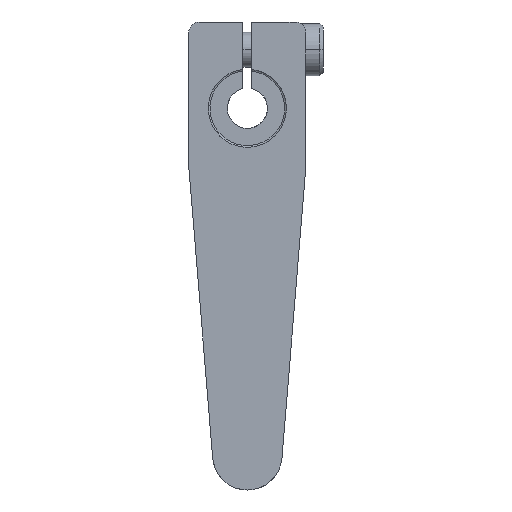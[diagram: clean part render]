
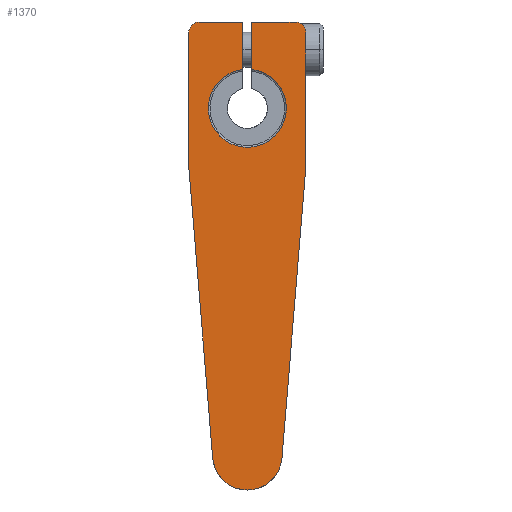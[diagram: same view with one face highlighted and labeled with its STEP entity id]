
A CAD part, front view. The second image highlights one B-rep face of the part: STEP entity #1370.
In plain terms, the highlighted planar face has unit normal (0, -1, 0).
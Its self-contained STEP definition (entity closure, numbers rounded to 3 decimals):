
#114=DIRECTION('',(0.,0.,-1.));
#115=VECTOR('',#114,21.861);
#116=CARTESIAN_POINT('',(2.,0.,39.75));
#117=LINE('',#116,#115);
#122=DIRECTION('',(1.,0.,0.));
#123=VECTOR('',#122,20.);
#124=CARTESIAN_POINT('',(2.,0.,39.75));
#125=LINE('',#124,#123);
#129=CARTESIAN_POINT('',(22.,0.,34.75));
#130=DIRECTION('',(0.,-1.,0.));
#131=DIRECTION('',(1.,0.,0.));
#132=AXIS2_PLACEMENT_3D('',#129,#130,#131);
#137=DIRECTION('',(0.,0.,-1.));
#138=VECTOR('',#137,61.75);
#139=CARTESIAN_POINT('',(27.,0.,34.75));
#140=LINE('',#139,#138);
#144=DIRECTION('',(-0.082,0.,-0.997));
#145=VECTOR('',#144,134.712);
#146=CARTESIAN_POINT('',(27.,0.,-27.));
#147=LINE('',#146,#145);
#151=CARTESIAN_POINT('',(0.,0.,-159.946));
#152=DIRECTION('',(0.,1.,0.));
#153=DIRECTION('',(0.997,0.,-0.082));
#154=AXIS2_PLACEMENT_3D('',#151,#152,#153);
#159=DIRECTION('',(-0.082,0.,0.997));
#160=VECTOR('',#159,134.712);
#161=CARTESIAN_POINT('',(-15.951,0.,-161.258));
#162=LINE('',#161,#160);
#166=DIRECTION('',(0.,0.,1.));
#167=VECTOR('',#166,61.75);
#168=CARTESIAN_POINT('',(-27.,0.,-27.));
#169=LINE('',#168,#167);
#173=CARTESIAN_POINT('',(-22.,0.,34.75));
#174=DIRECTION('',(0.,-1.,0.));
#175=DIRECTION('',(0.,0.,1.));
#176=AXIS2_PLACEMENT_3D('',#173,#174,#175);
#181=DIRECTION('',(1.,0.,0.));
#182=VECTOR('',#181,20.);
#183=CARTESIAN_POINT('',(-22.,0.,39.75));
#184=LINE('',#183,#182);
#188=DIRECTION('',(0.,0.,-1.));
#189=VECTOR('',#188,21.861);
#190=CARTESIAN_POINT('',(-2.,0.,39.75));
#191=LINE('',#190,#189);
#669=CARTESIAN_POINT('',(0.,0.,0.));
#670=DIRECTION('',(0.,1.,0.));
#671=DIRECTION('',(0.111,0.,0.994));
#672=AXIS2_PLACEMENT_3D('',#669,#670,#671);
#1175=CARTESIAN_POINT('',(27.,0.,34.75));
#1176=CARTESIAN_POINT('',(22.,0.,39.75));
#1177=VERTEX_POINT('',#1175);
#1178=VERTEX_POINT('',#1176);
#1179=CARTESIAN_POINT('',(-22.,0.,39.75));
#1180=CARTESIAN_POINT('',(-27.,0.,34.75));
#1181=VERTEX_POINT('',#1179);
#1182=VERTEX_POINT('',#1180);
#1183=CARTESIAN_POINT('',(27.,0.,-27.));
#1184=VERTEX_POINT('',#1183);
#1185=CARTESIAN_POINT('',(-27.,0.,-27.));
#1186=VERTEX_POINT('',#1185);
#1243=CARTESIAN_POINT('',(15.951,0.,-161.258));
#1244=VERTEX_POINT('',#1243);
#1245=CARTESIAN_POINT('',(-15.951,0.,-161.258));
#1246=VERTEX_POINT('',#1245);
#1251=CARTESIAN_POINT('',(2.,0.,39.75));
#1252=CARTESIAN_POINT('',(2.,0.,17.889));
#1253=VERTEX_POINT('',#1251);
#1254=VERTEX_POINT('',#1252);
#1255=CARTESIAN_POINT('',(-2.,0.,39.75));
#1256=CARTESIAN_POINT('',(-2.,0.,17.889));
#1257=VERTEX_POINT('',#1255);
#1258=VERTEX_POINT('',#1256);
#1339=CARTESIAN_POINT('',(0.,0.,0.));
#1340=DIRECTION('',(0.,1.,0.));
#1341=DIRECTION('',(0.,0.,-1.));
#1342=AXIS2_PLACEMENT_3D('',#1339,#1340,#1341);
#1343=PLANE('',#1342);
#1345=ORIENTED_EDGE('',*,*,#1344,.F.);
#1347=ORIENTED_EDGE('',*,*,#1346,.T.);
#1349=ORIENTED_EDGE('',*,*,#1348,.F.);
#1351=ORIENTED_EDGE('',*,*,#1350,.T.);
#1353=ORIENTED_EDGE('',*,*,#1352,.T.);
#1355=ORIENTED_EDGE('',*,*,#1354,.T.);
#1357=ORIENTED_EDGE('',*,*,#1356,.T.);
#1359=ORIENTED_EDGE('',*,*,#1358,.T.);
#1361=ORIENTED_EDGE('',*,*,#1360,.F.);
#1363=ORIENTED_EDGE('',*,*,#1362,.T.);
#1365=ORIENTED_EDGE('',*,*,#1364,.T.);
#1367=ORIENTED_EDGE('',*,*,#1366,.F.);
#1368=EDGE_LOOP('',(#1345,#1347,#1349,#1351,#1353,#1355,#1357,#1359,#1361,#1363,
#1365,#1367));
#1369=FACE_OUTER_BOUND('',#1368,.F.);
#1370=ADVANCED_FACE('',(#1369),#1343,.F.);
#133=CIRCLE('',#132,5.);
#155=CIRCLE('',#154,16.004);
#177=CIRCLE('',#176,5.);
#673=CIRCLE('',#672,18.);
#1344=EDGE_CURVE('',#1253,#1254,#117,.T.);
#1346=EDGE_CURVE('',#1253,#1178,#125,.T.);
#1348=EDGE_CURVE('',#1177,#1178,#133,.T.);
#1350=EDGE_CURVE('',#1177,#1184,#140,.T.);
#1352=EDGE_CURVE('',#1184,#1244,#147,.T.);
#1354=EDGE_CURVE('',#1244,#1246,#155,.T.);
#1356=EDGE_CURVE('',#1246,#1186,#162,.T.);
#1358=EDGE_CURVE('',#1186,#1182,#169,.T.);
#1360=EDGE_CURVE('',#1181,#1182,#177,.T.);
#1362=EDGE_CURVE('',#1181,#1257,#184,.T.);
#1364=EDGE_CURVE('',#1257,#1258,#191,.T.);
#1366=EDGE_CURVE('',#1254,#1258,#673,.T.);
